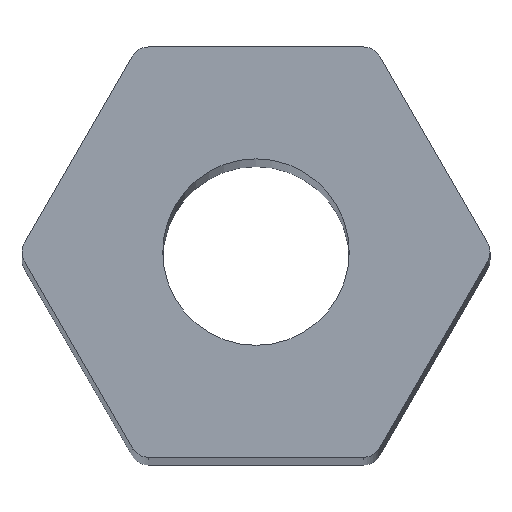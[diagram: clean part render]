
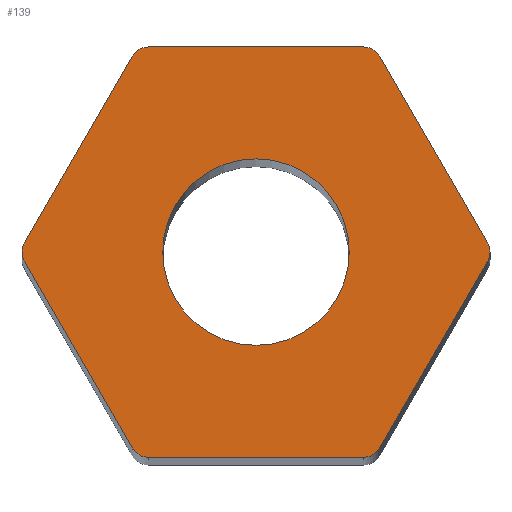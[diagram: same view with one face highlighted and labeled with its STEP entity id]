
A CAD part, top view. The second image highlights one B-rep face of the part: STEP entity #139.
In plain terms, the highlighted planar face has unit normal (0, 0, 1).
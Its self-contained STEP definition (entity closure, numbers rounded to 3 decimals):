
#8 = ORIENTED_EDGE ( 'NONE', *, *, #75, .T. ) ;
#9 = CARTESIAN_POINT ( 'NONE',  ( -1.443, -2.5, 60. ) ) ;
#15 = AXIS2_PLACEMENT_3D ( 'NONE', #561, #219, #431 ) ;
#29 = VERTEX_POINT ( 'NONE', #307 ) ;
#32 = CARTESIAN_POINT ( 'NONE',  ( -2.887, 0., 60. ) ) ;
#36 = EDGE_CURVE ( 'NONE', #420, #505, #392, .T. ) ;
#41 = AXIS2_PLACEMENT_3D ( 'NONE', #227, #77, #396 ) ;
#45 = CARTESIAN_POINT ( 'NONE',  ( 1.443, -2.5, 60. ) ) ;
#52 = VERTEX_POINT ( 'NONE', #82 ) ;
#53 = EDGE_CURVE ( 'NONE', #453, #441, #440, .T. ) ;
#57 = ORIENTED_EDGE ( 'NONE', *, *, #61, .T. ) ;
#60 = DIRECTION ( 'NONE',  ( 0.5, 0.866, 0. ) ) ;
#61 = EDGE_CURVE ( 'NONE', #406, #85, #478, .T. ) ;
#65 = ORIENTED_EDGE ( 'NONE', *, *, #491, .F. ) ;
#66 = CIRCLE ( 'NONE', #377, 1.25 ) ;
#69 = DIRECTION ( 'NONE',  ( -0.5, -0.866, 0. ) ) ;
#70 = AXIS2_PLACEMENT_3D ( 'NONE', #576, #401, #74 ) ;
#74 = DIRECTION ( 'NONE',  ( 1., 0., 0. ) ) ;
#75 = EDGE_CURVE ( 'NONE', #557, #220, #548, .T. ) ;
#76 = CARTESIAN_POINT ( 'NONE',  ( -3.103, 0.125, 60. ) ) ;
#77 = DIRECTION ( 'NONE',  ( 0., 0., 1. ) ) ;
#80 = DIRECTION ( 'NONE',  ( 0., 0., 1. ) ) ;
#82 = CARTESIAN_POINT ( 'NONE',  ( -1.443, 2.75, 60. ) ) ;
#84 = VECTOR ( 'NONE', #60, 1000. ) ;
#85 = VERTEX_POINT ( 'NONE', #125 ) ;
#91 = VERTEX_POINT ( 'NONE', #170 ) ;
#95 = DIRECTION ( 'NONE',  ( 1., 0., 0. ) ) ;
#102 = ORIENTED_EDGE ( 'NONE', *, *, #262, .T. ) ;
#109 = DIRECTION ( 'NONE',  ( 0., 0., 1. ) ) ;
#116 = AXIS2_PLACEMENT_3D ( 'NONE', #32, #80, #443 ) ;
#120 = CARTESIAN_POINT ( 'NONE',  ( -1.588, 2.75, 60. ) ) ;
#124 = CARTESIAN_POINT ( 'NONE',  ( -1.25, 0., 60. ) ) ;
#125 = CARTESIAN_POINT ( 'NONE',  ( -1.66, -2.625, 60. ) ) ;
#128 = CARTESIAN_POINT ( 'NONE',  ( 0., 0., 60. ) ) ;
#136 = VECTOR ( 'NONE', #69, 1000. ) ;
#138 = ORIENTED_EDGE ( 'NONE', *, *, #53, .F. ) ;
#139 = ADVANCED_FACE ( 'NONE', ( #270, #200 ), #438, .T. ) ;
#143 = CARTESIAN_POINT ( 'NONE',  ( -1.588, -2.75, 60. ) ) ;
#154 = CARTESIAN_POINT ( 'NONE',  ( 1.588, -2.75, 60. ) ) ;
#160 = EDGE_CURVE ( 'NONE', #513, #29, #463, .T. ) ;
#161 = ORIENTED_EDGE ( 'NONE', *, *, #328, .T. ) ;
#170 = CARTESIAN_POINT ( 'NONE',  ( 3.103, 0.125, 60. ) ) ;
#175 = LINE ( 'NONE', #382, #574 ) ;
#176 = VERTEX_POINT ( 'NONE', #336 ) ;
#180 = VERTEX_POINT ( 'NONE', #196 ) ;
#194 = ORIENTED_EDGE ( 'NONE', *, *, #36, .T. ) ;
#196 = CARTESIAN_POINT ( 'NONE',  ( -1.66, 2.625, 60. ) ) ;
#200 = FACE_OUTER_BOUND ( 'NONE', #426, .T. ) ;
#201 = ORIENTED_EDGE ( 'NONE', *, *, #160, .T. ) ;
#203 = CARTESIAN_POINT ( 'NONE',  ( -1.443, 2.5, 60. ) ) ;
#204 = EDGE_CURVE ( 'NONE', #176, #513, #330, .T. ) ;
#205 = DIRECTION ( 'NONE',  ( 1., 0., 0. ) ) ;
#210 = ORIENTED_EDGE ( 'NONE', *, *, #269, .T. ) ;
#213 = CARTESIAN_POINT ( 'NONE',  ( 3.103, -0.125, 60. ) ) ;
#216 = CARTESIAN_POINT ( 'NONE',  ( 1.66, 2.625, 60. ) ) ;
#219 = DIRECTION ( 'NONE',  ( 0., 0., 1. ) ) ;
#220 = VERTEX_POINT ( 'NONE', #243 ) ;
#221 = DIRECTION ( 'NONE',  ( 0., 0., 1. ) ) ;
#227 = CARTESIAN_POINT ( 'NONE',  ( 0., 0., 60. ) ) ;
#229 = CIRCLE ( 'NONE', #293, 0.25 ) ;
#240 = AXIS2_PLACEMENT_3D ( 'NONE', #9, #553, #205 ) ;
#242 = EDGE_CURVE ( 'NONE', #85, #176, #370, .T. ) ;
#243 = CARTESIAN_POINT ( 'NONE',  ( -3.137, 0., 60. ) ) ;
#252 = LINE ( 'NONE', #154, #84 ) ;
#257 = EDGE_LOOP ( 'NONE', ( #138, #65 ) ) ;
#262 = EDGE_CURVE ( 'NONE', #505, #52, #175, .T. ) ;
#267 = DIRECTION ( 'NONE',  ( 1., 0., 0. ) ) ;
#269 = EDGE_CURVE ( 'NONE', #29, #434, #252, .T. ) ;
#270 = FACE_BOUND ( 'NONE', #257, .T. ) ;
#281 = AXIS2_PLACEMENT_3D ( 'NONE', #314, #221, #267 ) ;
#287 = CIRCLE ( 'NONE', #15, 0.25 ) ;
#290 = ORIENTED_EDGE ( 'NONE', *, *, #583, .T. ) ;
#293 = AXIS2_PLACEMENT_3D ( 'NONE', #203, #109, #384 ) ;
#300 = CARTESIAN_POINT ( 'NONE',  ( -3.103, -0.125, 60. ) ) ;
#307 = CARTESIAN_POINT ( 'NONE',  ( 1.66, -2.625, 60. ) ) ;
#314 = CARTESIAN_POINT ( 'NONE',  ( 1.443, 2.5, 60. ) ) ;
#316 = DIRECTION ( 'NONE',  ( 0.5, -0.866, 0. ) ) ;
#324 = DIRECTION ( 'NONE',  ( 1., 0., 0. ) ) ;
#328 = EDGE_CURVE ( 'NONE', #52, #180, #229, .T. ) ;
#330 = LINE ( 'NONE', #143, #371 ) ;
#336 = CARTESIAN_POINT ( 'NONE',  ( -1.443, -2.75, 60. ) ) ;
#338 = DIRECTION ( 'NONE',  ( -1., 0., 0. ) ) ;
#341 = ORIENTED_EDGE ( 'NONE', *, *, #242, .T. ) ;
#347 = CIRCLE ( 'NONE', #116, 0.25 ) ;
#351 = DIRECTION ( 'NONE',  ( -0.5, 0.866, 0. ) ) ;
#355 = ORIENTED_EDGE ( 'NONE', *, *, #496, .T. ) ;
#370 = CIRCLE ( 'NONE', #240, 0.25 ) ;
#371 = VECTOR ( 'NONE', #497, 1000. ) ;
#372 = ORIENTED_EDGE ( 'NONE', *, *, #534, .T. ) ;
#377 = AXIS2_PLACEMENT_3D ( 'NONE', #474, #516, #560 ) ;
#382 = CARTESIAN_POINT ( 'NONE',  ( 1.588, 2.75, 60. ) ) ;
#384 = DIRECTION ( 'NONE',  ( 1., 0., 0. ) ) ;
#388 = LINE ( 'NONE', #120, #136 ) ;
#392 = CIRCLE ( 'NONE', #281, 0.25 ) ;
#396 = DIRECTION ( 'NONE',  ( 1., 0., 0. ) ) ;
#401 = DIRECTION ( 'NONE',  ( 0., 0., 1. ) ) ;
#406 = VERTEX_POINT ( 'NONE', #300 ) ;
#414 = VECTOR ( 'NONE', #351, 1000. ) ;
#420 = VERTEX_POINT ( 'NONE', #216 ) ;
#421 = ORIENTED_EDGE ( 'NONE', *, *, #490, .T. ) ;
#426 = EDGE_LOOP ( 'NONE', ( #421, #8, #290, #57, #341, #479, #201, #210, #355, #372, #194, #102, #161 ) ) ;
#427 = LINE ( 'NONE', #468, #414 ) ;
#431 = DIRECTION ( 'NONE',  ( 1., 0., 0. ) ) ;
#434 = VERTEX_POINT ( 'NONE', #213 ) ;
#438 = PLANE ( 'NONE',  #501 ) ;
#440 = CIRCLE ( 'NONE', #41, 1.25 ) ;
#441 = VERTEX_POINT ( 'NONE', #509 ) ;
#443 = DIRECTION ( 'NONE',  ( 1., 0., 0. ) ) ;
#453 = VERTEX_POINT ( 'NONE', #124 ) ;
#463 = CIRCLE ( 'NONE', #530, 0.25 ) ;
#468 = CARTESIAN_POINT ( 'NONE',  ( 3.175, 0., 60. ) ) ;
#474 = CARTESIAN_POINT ( 'NONE',  ( 0., 0., 60. ) ) ;
#478 = LINE ( 'NONE', #569, #488 ) ;
#479 = ORIENTED_EDGE ( 'NONE', *, *, #204, .T. ) ;
#488 = VECTOR ( 'NONE', #316, 1000. ) ;
#490 = EDGE_CURVE ( 'NONE', #180, #557, #388, .T. ) ;
#491 = EDGE_CURVE ( 'NONE', #441, #453, #66, .T. ) ;
#496 = EDGE_CURVE ( 'NONE', #434, #91, #287, .T. ) ;
#497 = DIRECTION ( 'NONE',  ( 1., 0., 0. ) ) ;
#501 = AXIS2_PLACEMENT_3D ( 'NONE', #128, #529, #324 ) ;
#505 = VERTEX_POINT ( 'NONE', #564 ) ;
#509 = CARTESIAN_POINT ( 'NONE',  ( 1.25, 0., 60. ) ) ;
#513 = VERTEX_POINT ( 'NONE', #518 ) ;
#516 = DIRECTION ( 'NONE',  ( 0., 0., 1. ) ) ;
#518 = CARTESIAN_POINT ( 'NONE',  ( 1.443, -2.75, 60. ) ) ;
#529 = DIRECTION ( 'NONE',  ( 0., 0., 1. ) ) ;
#530 = AXIS2_PLACEMENT_3D ( 'NONE', #45, #587, #95 ) ;
#534 = EDGE_CURVE ( 'NONE', #91, #420, #427, .T. ) ;
#548 = CIRCLE ( 'NONE', #70, 0.25 ) ;
#553 = DIRECTION ( 'NONE',  ( 0., 0., 1. ) ) ;
#557 = VERTEX_POINT ( 'NONE', #76 ) ;
#560 = DIRECTION ( 'NONE',  ( 1., 0., 0. ) ) ;
#561 = CARTESIAN_POINT ( 'NONE',  ( 2.887, 0., 60. ) ) ;
#564 = CARTESIAN_POINT ( 'NONE',  ( 1.443, 2.75, 60. ) ) ;
#569 = CARTESIAN_POINT ( 'NONE',  ( -3.175, 0., 60. ) ) ;
#574 = VECTOR ( 'NONE', #338, 1000. ) ;
#576 = CARTESIAN_POINT ( 'NONE',  ( -2.887, 0., 60. ) ) ;
#583 = EDGE_CURVE ( 'NONE', #220, #406, #347, .T. ) ;
#587 = DIRECTION ( 'NONE',  ( 0., 0., 1. ) ) ;
